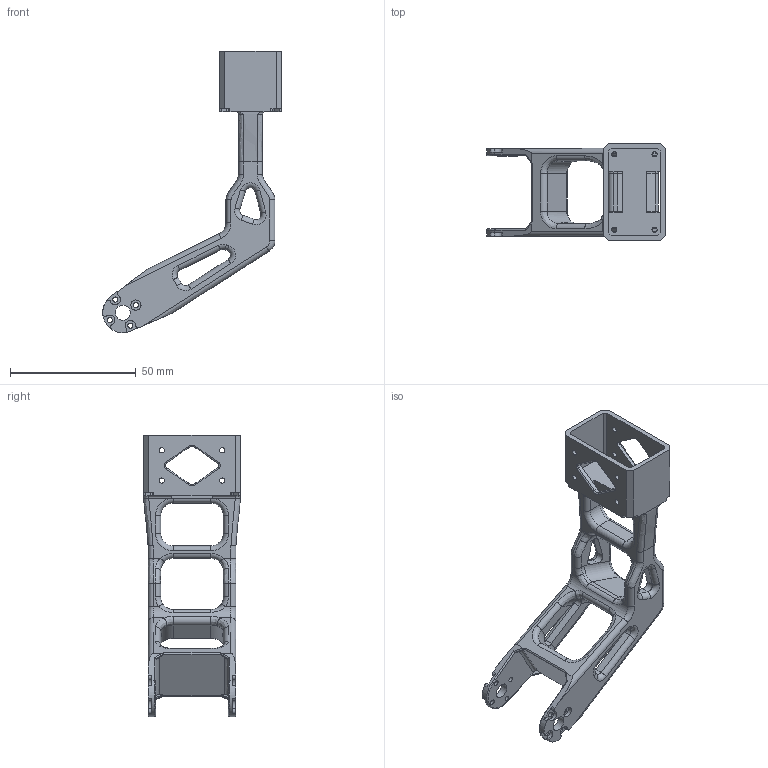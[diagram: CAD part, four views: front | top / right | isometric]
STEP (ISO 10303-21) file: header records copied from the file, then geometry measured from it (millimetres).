
FILE_DESCRIPTION(/* description */ ('','CAx-IF Rec.Pracs.---Representation and Presentation of Product Manufacturing Information (PMI)---4.0---2014-10-13'),/* implementation_level */ '2;1');
FILE_NAME(/* name */ 'ARM_2.step',/* time_stamp */ '2025-02-11T17:48:07+08:00',/* author */ (''),/* organization */ (''),/* preprocessor_version */ 'ST-DEVELOPER v20',/* originating_system */ 'Autodesk Translation Framework v13.20.0.188',/* authorisation */ '');
FILE_SCHEMA (('AP242_MANAGED_MODEL_BASED_3D_ENGINEERING_MIM_LF { 1 0 10303 442 1 1 4 }'));
Length unit declared in the file: millimetre
Products named in the file (1): 件3(镜像)
Bounding box: 71.03 x 38.5 x 111.98 mm (x, y, z)
Volume: 29403.4 mm3; surface area: 17951.9 mm2
Topology: 1 solids, 1 shells, 358 faces, 944 edges, 580 vertices
Faces by surface type: cylinder 166, plane 106, bspline 44, torus 42
Full cylindrical faces by diameter (mm): 2.05 x20, 4.1 x2, 6 x2
Entity records: 12884 total; most frequent: CARTESIAN_POINT 3855, DIRECTION 1898, ORIENTED_EDGE 1888, EDGE_CURVE 944, AXIS2_PLACEMENT_3D 715, VERTEX_POINT 580, LINE 468, VECTOR 468
